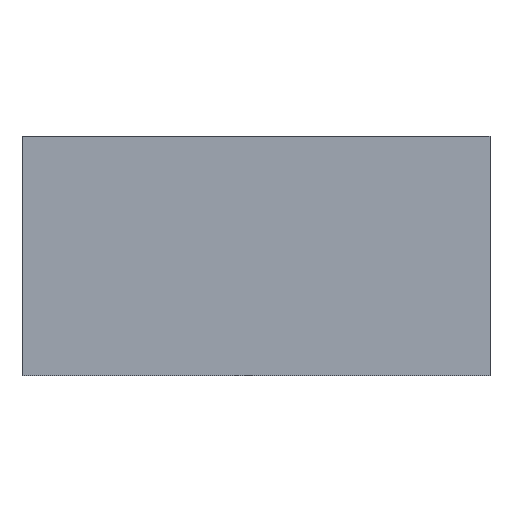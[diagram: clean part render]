
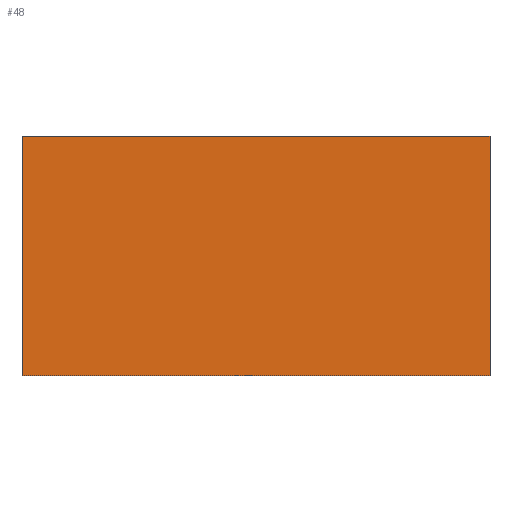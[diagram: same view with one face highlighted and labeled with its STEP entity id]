
A CAD part, top view. The second image highlights one B-rep face of the part: STEP entity #48.
In plain terms, the highlighted planar face has unit normal (0, 0, 1).
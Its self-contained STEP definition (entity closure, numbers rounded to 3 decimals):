
#1=CARTESIAN_POINT('POINT1',(-0.927,1.346,0.762));
#2=VERTEX_POINT('VERTEX1',#1);
#3=CARTESIAN_POINT('POINT2',(-0.927,-1.346,0.762));
#4=VERTEX_POINT('VERTEX2',#3);
#5=CARTESIAN_POINT('POS1',(-0.927,1.346,0.762));
#6=DIRECTION('DIR1',(0.,-1.,0.));
#7=VECTOR('VEC1',#6,25.4);
#8=LINE('STRAIGHT1',#5,#7);
#9=EDGE_CURVE('EDGE1',#2,#4,#8,.T.);
#10=ORIENTED_EDGE('COEDGE1',*,*,#9,.T.);
#11=CARTESIAN_POINT('POINT3',(4.331,-1.346,0.762));
#12=VERTEX_POINT('VERTEX3',#11);
#13=CARTESIAN_POINT('POS2',(-0.927,-1.346,0.762));
#14=DIRECTION('DIR2',(1.,0.,0.));
#15=VECTOR('VEC2',#14,25.4);
#16=LINE('STRAIGHT2',#13,#15);
#17=EDGE_CURVE('EDGE2',#4,#12,#16,.T.);
#18=ORIENTED_EDGE('COEDGE2',*,*,#17,.T.);
#19=CARTESIAN_POINT('POINT4',(4.331,1.346,0.762));
#20=VERTEX_POINT('VERTEX4',#19);
#21=CARTESIAN_POINT('POS3',(4.331,-1.346,0.762));
#22=DIRECTION('DIR3',(0.,1.,0.));
#23=VECTOR('VEC3',#22,25.4);
#24=LINE('STRAIGHT3',#21,#23);
#25=EDGE_CURVE('EDGE3',#12,#20,#24,.T.);
#26=ORIENTED_EDGE('COEDGE3',*,*,#25,.T.);
#27=CARTESIAN_POINT('POINT5',(3.531,1.346,0.762));
#28=VERTEX_POINT('VERTEX5',#27);
#29=CARTESIAN_POINT('POS4',(4.331,1.346,0.762));
#30=DIRECTION('DIR4',(-1.,0.,0.));
#31=VECTOR('VEC4',#30,25.4);
#32=LINE('STRAIGHT4',#29,#31);
#33=EDGE_CURVE('EDGE4',#20,#28,#32,.T.);
#34=ORIENTED_EDGE('COEDGE4',*,*,#33,.T.);
#35=CARTESIAN_POINT('POS5',(3.531,1.346,0.762));
#36=DIRECTION('DIR5',(-1.,0.,0.));
#37=VECTOR('VEC5',#36,25.4);
#38=LINE('STRAIGHT5',#35,#37);
#39=EDGE_CURVE('EDGE5',#28,#2,#38,.T.);
#40=ORIENTED_EDGE('COEDGE5',*,*,#39,.T.);
#41=EDGE_LOOP('NONE',(#10,#18,#26,#34,#40));
#42=FACE_BOUND('LOOP1',#41,.T.);
#43=CARTESIAN_POINT('POS6',(0.,0.,0.762));
#44=DIRECTION('DIR6',(0.,0.,1.));
#45=DIRECTION('DIR7',(1.,0.,0.));
#46=AXIS2_PLACEMENT_3D('AXIS1',#43,#44,#45);
#47=PLANE('PLANE1',#46);
#48=ADVANCED_FACE('FACE1',(#42),#47,.T.);
